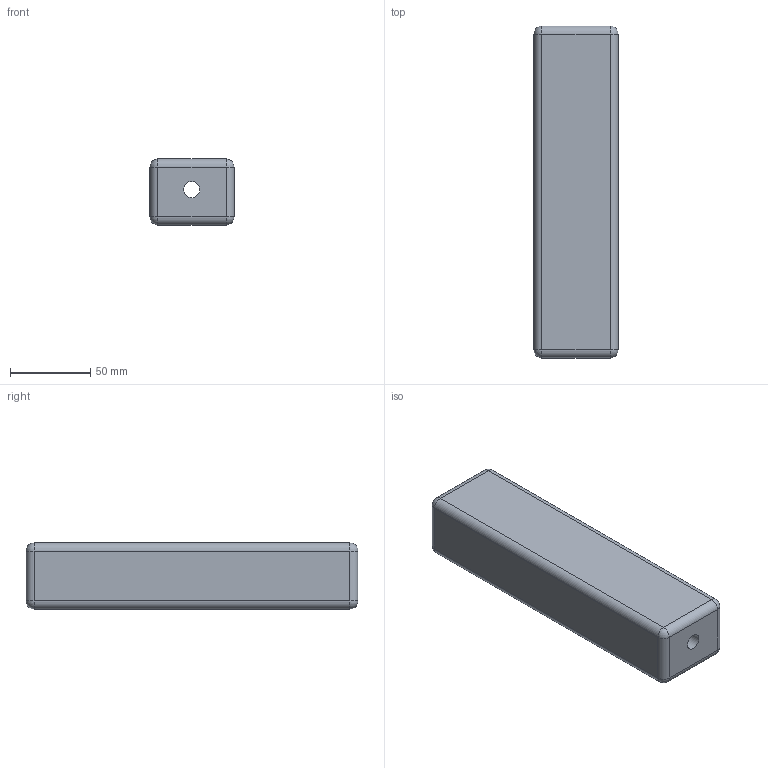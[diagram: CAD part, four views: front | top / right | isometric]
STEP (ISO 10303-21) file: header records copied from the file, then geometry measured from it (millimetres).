
FILE_DESCRIPTION( ( 'Unknown' ), '1' );
FILE_NAME( 'Przyklad_1.stp', 'Unknown', ( 'Unknown' ), ( 'Unknown' ), 'PSStep 14.0', 'Unknown', ' ' );
FILE_SCHEMA( ( 'AUTOMOTIVE_DESIGN { 1 0 10303 214 1 1 1 1 }' ) );
Length unit declared in the file: millimetre
Products named in the file (1): 1
Bounding box: 52.27 x 206.26 x 41.02 mm (x, y, z)
Volume: 419804.4 mm3; surface area: 46495.9 mm2
Topology: 1 solids, 1 shells, 27 faces, 60 edges, 27 vertices
Faces by surface type: cylinder 13, sphere 8, plane 6
Full cylindrical faces by diameter (mm): 10 x1
Entity records: 890 total; most frequent: DIRECTION 132, CARTESIAN_POINT 104, ORIENTED_EDGE 100, AXIS2_PLACEMENT_3D 54, EDGE_CURVE 50, EDGE_LOOP 30, FACE_OUTER_BOUND 28, STYLED_ITEM 27
